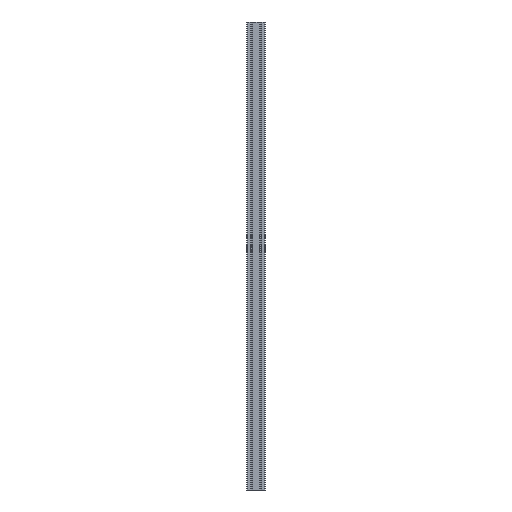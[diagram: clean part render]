
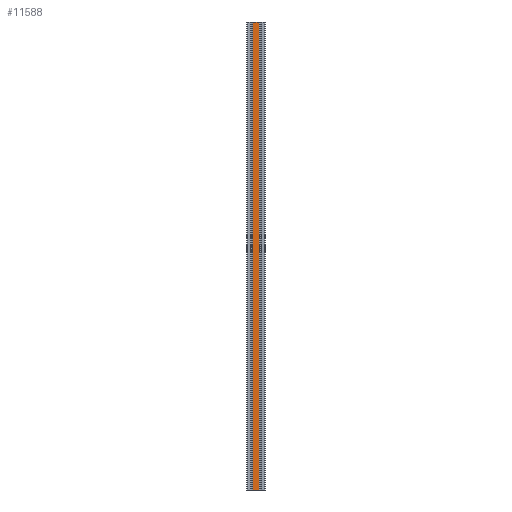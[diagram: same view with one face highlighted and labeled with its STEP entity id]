
A CAD part, front view. The second image highlights one B-rep face of the part: STEP entity #11588.
In plain terms, the highlighted planar face has unit normal (0, -1, 0).
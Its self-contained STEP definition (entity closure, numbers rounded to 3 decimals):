
#216=PLANE('',#12942);
#756=FACE_OUTER_BOUND('',#1364,.T.);
#1364=EDGE_LOOP('',(#9781,#9782,#9783,#9784));
#2868=LINE('',#19210,#3841);
#3123=LINE('',#20045,#4096);
#3124=LINE('',#20048,#4097);
#3125=LINE('',#20049,#4098);
#3841=VECTOR('',#15532,10.);
#4096=VECTOR('',#16455,10.);
#4097=VECTOR('',#16458,10.);
#4098=VECTOR('',#16459,10.);
#5053=VERTEX_POINT('',#19207);
#5054=VERTEX_POINT('',#19209);
#5300=VERTEX_POINT('',#20043);
#5301=VERTEX_POINT('',#20047);
#6572=EDGE_CURVE('',#5053,#5054,#2868,.T.);
#6990=EDGE_CURVE('',#5300,#5053,#3123,.T.);
#6991=EDGE_CURVE('',#5301,#5300,#3124,.T.);
#6992=EDGE_CURVE('',#5301,#5054,#3125,.T.);
#9781=ORIENTED_EDGE('',*,*,#6990,.F.);
#9782=ORIENTED_EDGE('',*,*,#6991,.F.);
#9783=ORIENTED_EDGE('',*,*,#6992,.T.);
#9784=ORIENTED_EDGE('',*,*,#6572,.F.);
#11588=ADVANCED_FACE('',(#756),#216,.T.);
#12942=AXIS2_PLACEMENT_3D('',#20046,#16456,#16457);
#15532=DIRECTION('',(-1.,0.,0.));
#16455=DIRECTION('',(0.,0.,-1.));
#16456=DIRECTION('center_axis',(0.,-1.,0.));
#16457=DIRECTION('ref_axis',(1.,0.,0.));
#16458=DIRECTION('',(1.,0.,0.));
#16459=DIRECTION('',(0.,0.,-1.));
#19207=CARTESIAN_POINT('',(14.9,-40.,-1000.));
#19209=CARTESIAN_POINT('',(-14.9,-40.,-1000.));
#19210=CARTESIAN_POINT('',(14.9,-40.,-1000.));
#20043=CARTESIAN_POINT('',(14.9,-40.,1000.));
#20045=CARTESIAN_POINT('',(14.9,-40.,0.));
#20046=CARTESIAN_POINT('Origin',(-14.9,-40.,0.));
#20047=CARTESIAN_POINT('',(-14.9,-40.,1000.));
#20048=CARTESIAN_POINT('',(14.9,-40.,1000.));
#20049=CARTESIAN_POINT('',(-14.9,-40.,0.));
